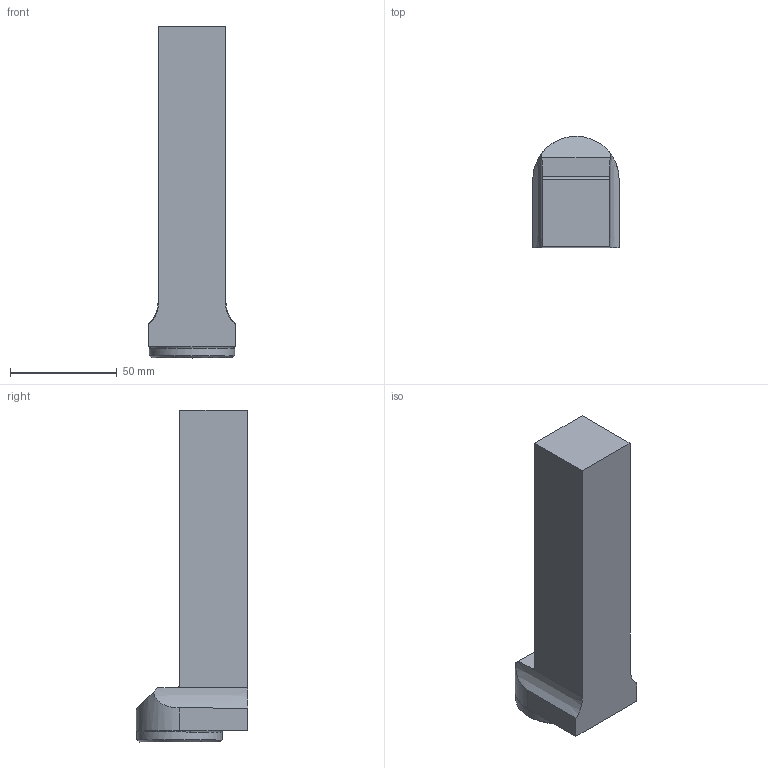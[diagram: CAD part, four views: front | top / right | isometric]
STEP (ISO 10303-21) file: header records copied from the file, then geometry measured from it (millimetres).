
FILE_DESCRIPTION(/* description */ (''),/* implementation_level */ '2;1');
FILE_NAME(/* name */ '1537786751078.stp',/* time_stamp */ '2018-09-24T16:29:18+06:00',/* author */ (''),/* organization */ ('SMS'),/* preprocessor_version */ 'ST-DEVELOPER v15',/* originating_system */ 'SIEMENS PLM Software NX 8.5',/* authorisation */ '');
FILE_SCHEMA (('AUTOMOTIVE_DESIGN { 1 0 10303 214 3 1 1 1 }'));
Length unit declared in the file: millimetre
Products named in the file (1): 201782337mod000_00
Bounding box: 40.3 x 52 x 155.16 mm (x, y, z)
Volume: 169198.4 mm3; surface area: 24888.1 mm2
Topology: 1 solids, 1 shells, 48 faces, 108 edges, 66 vertices
Faces by surface type: cone 19, cylinder 13, plane 12, bspline 3, torus 1
Full cylindrical faces by diameter (mm): 5 x4, 6 x5, 6.009 x1, 40 x1
Entity records: 1342 total; most frequent: CARTESIAN_POINT 345, DIRECTION 208, ORIENTED_EDGE 148, AXIS2_PLACEMENT_3D 92, EDGE_LOOP 77, EDGE_CURVE 74, FACE_BOUND 64, VERTEX_POINT 62
